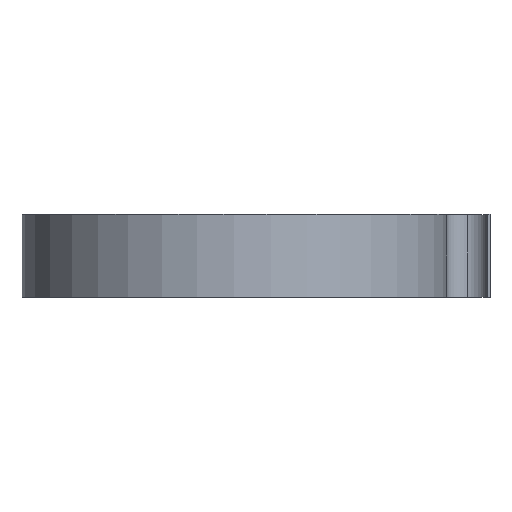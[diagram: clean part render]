
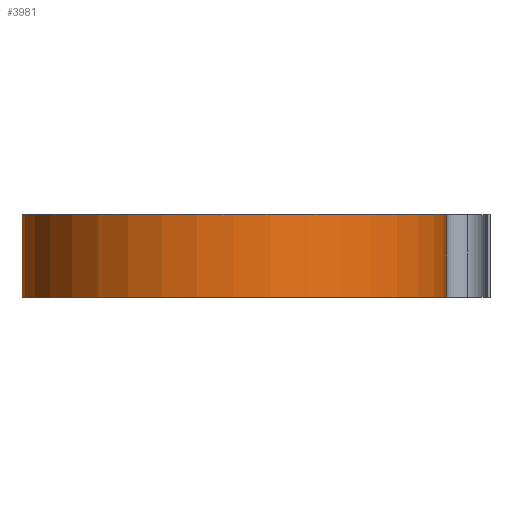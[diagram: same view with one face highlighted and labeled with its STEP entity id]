
A CAD part, top view. The second image highlights one B-rep face of the part: STEP entity #3981.
In plain terms, the highlighted cylindrical face has radius 20.5 mm (diameter 41 mm), a partial arc.
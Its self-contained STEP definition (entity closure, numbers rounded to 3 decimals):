
#35 = ORIENTED_EDGE ( 'NONE', *, *, #2963, .T. ) ;
#158 = CARTESIAN_POINT ( 'NONE',  ( 20.5, 0., 0. ) ) ;
#268 = CARTESIAN_POINT ( 'NONE',  ( -20.5, 8., 0. ) ) ;
#440 = VERTEX_POINT ( 'NONE', #4754 ) ;
#586 = DIRECTION ( 'NONE',  ( 1., 0., 0. ) ) ;
#687 = CARTESIAN_POINT ( 'NONE',  ( 20.5, 8., 0. ) ) ;
#748 = CIRCLE ( 'NONE', #3035, 20.5 ) ;
#788 = DIRECTION ( 'NONE',  ( 0., 0., -1. ) ) ;
#845 = DIRECTION ( 'NONE',  ( 0., -1., 0. ) ) ;
#1113 = LINE ( 'NONE', #268, #2678 ) ;
#1233 = CYLINDRICAL_SURFACE ( 'NONE', #3627, 20.5 ) ;
#1297 = EDGE_CURVE ( 'NONE', #1735, #440, #3931, .T. ) ;
#1357 = ORIENTED_EDGE ( 'NONE', *, *, #4947, .T. ) ;
#1441 = CARTESIAN_POINT ( 'NONE',  ( 0., 0., 0. ) ) ;
#1553 = AXIS2_PLACEMENT_3D ( 'NONE', #4687, #1883, #4321 ) ;
#1660 = CARTESIAN_POINT ( 'NONE',  ( 0., 8., 0. ) ) ;
#1735 = VERTEX_POINT ( 'NONE', #1903 ) ;
#1782 = FACE_OUTER_BOUND ( 'NONE', #1917, .T. ) ;
#1883 = DIRECTION ( 'NONE',  ( 0., 1., 0. ) ) ;
#1903 = CARTESIAN_POINT ( 'NONE',  ( -20.5, 8., 0. ) ) ;
#1917 = EDGE_LOOP ( 'NONE', ( #1357, #3648, #4645, #35 ) ) ;
#2156 = EDGE_CURVE ( 'NONE', #440, #3220, #3441, .T. ) ;
#2678 = VECTOR ( 'NONE', #2725, 1000. ) ;
#2725 = DIRECTION ( 'NONE',  ( 0., -1., 0. ) ) ;
#2963 = EDGE_CURVE ( 'NONE', #1735, #3190, #1113, .T. ) ;
#3035 = AXIS2_PLACEMENT_3D ( 'NONE', #1441, #4187, #586 ) ;
#3190 = VERTEX_POINT ( 'NONE', #4414 ) ;
#3220 = VERTEX_POINT ( 'NONE', #158 ) ;
#3441 = LINE ( 'NONE', #687, #4784 ) ;
#3627 = AXIS2_PLACEMENT_3D ( 'NONE', #1660, #845, #788 ) ;
#3648 = ORIENTED_EDGE ( 'NONE', *, *, #2156, .F. ) ;
#3931 = CIRCLE ( 'NONE', #1553, 20.5 ) ;
#3981 = ADVANCED_FACE ( 'NONE', ( #1782 ), #1233, .T. ) ;
#4187 = DIRECTION ( 'NONE',  ( 0., 1., 0. ) ) ;
#4321 = DIRECTION ( 'NONE',  ( 1., 0., 0. ) ) ;
#4332 = DIRECTION ( 'NONE',  ( 0., -1., 0. ) ) ;
#4414 = CARTESIAN_POINT ( 'NONE',  ( -20.5, 0., 0. ) ) ;
#4645 = ORIENTED_EDGE ( 'NONE', *, *, #1297, .F. ) ;
#4687 = CARTESIAN_POINT ( 'NONE',  ( 0., 8., 0. ) ) ;
#4754 = CARTESIAN_POINT ( 'NONE',  ( 20.5, 8., 0. ) ) ;
#4784 = VECTOR ( 'NONE', #4332, 1000. ) ;
#4947 = EDGE_CURVE ( 'NONE', #3190, #3220, #748, .T. ) ;
